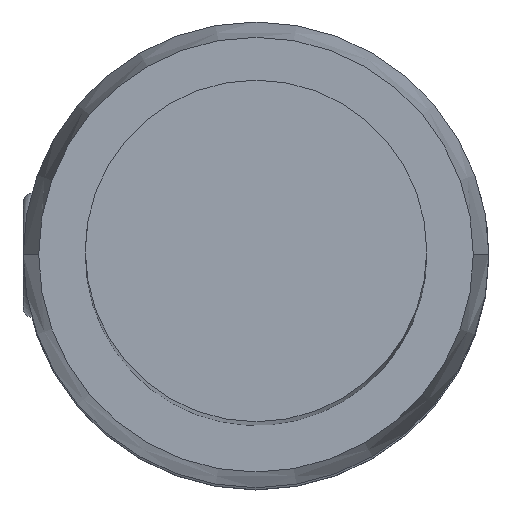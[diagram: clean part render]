
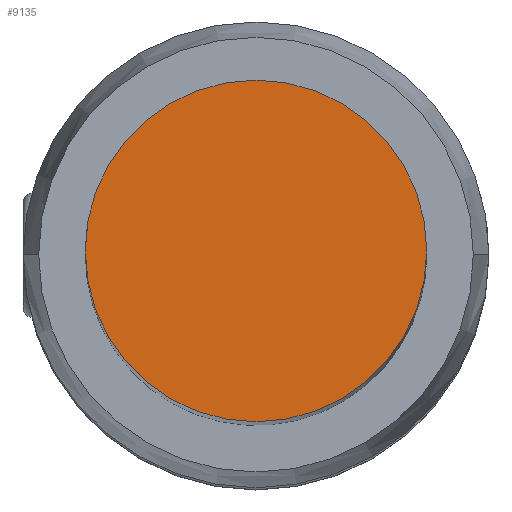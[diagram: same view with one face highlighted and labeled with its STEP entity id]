
A CAD part, top view. The second image highlights one B-rep face of the part: STEP entity #9135.
In plain terms, the highlighted planar face has unit normal (0, 0, 1).
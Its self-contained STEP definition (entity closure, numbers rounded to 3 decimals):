
#9074=AXIS2_PLACEMENT_3D('Circle Axis2P3D',#9072,#9073,$) ;
#9081=AXIS2_PLACEMENT_3D('Circle Axis2P3D',#9079,#9080,$) ;
#9106=AXIS2_PLACEMENT_3D('Circle Axis2P3D',#9104,#9105,$) ;
#9113=AXIS2_PLACEMENT_3D('Circle Axis2P3D',#9111,#9112,$) ;
#9127=AXIS2_PLACEMENT_3D('Plane Axis2P3D',#9124,#9125,#9126) ;
#9069=CARTESIAN_POINT('Vertex',(13.,7.5,124.02)) ;
#9072=CARTESIAN_POINT('Axis2P3D Location',(7.5,7.5,124.02)) ;
#9076=CARTESIAN_POINT('Vertex',(7.5,2.,124.02)) ;
#9079=CARTESIAN_POINT('Axis2P3D Location',(7.5,7.5,124.02)) ;
#9083=CARTESIAN_POINT('Vertex',(2.,7.5,124.02)) ;
#9104=CARTESIAN_POINT('Axis2P3D Location',(7.5,7.5,124.02)) ;
#9108=CARTESIAN_POINT('Vertex',(7.5,13.,124.02)) ;
#9111=CARTESIAN_POINT('Axis2P3D Location',(7.5,7.5,124.02)) ;
#9124=CARTESIAN_POINT('Axis2P3D Location',(7.5,7.5,124.02)) ;
#9073=DIRECTION('Axis2P3D Direction',(0.,0.,-1.)) ;
#9080=DIRECTION('Axis2P3D Direction',(0.,0.,-1.)) ;
#9105=DIRECTION('Axis2P3D Direction',(0.,0.,-1.)) ;
#9112=DIRECTION('Axis2P3D Direction',(0.,0.,-1.)) ;
#9125=DIRECTION('Axis2P3D Direction',(0.,0.,1.)) ;
#9126=DIRECTION('Axis2P3D XDirection',(-1.,0.,0.)) ;
#9130=ORIENTED_EDGE('',*,*,#9110,.T.) ;
#9131=ORIENTED_EDGE('',*,*,#9085,.T.) ;
#9132=ORIENTED_EDGE('',*,*,#9078,.T.) ;
#9133=ORIENTED_EDGE('',*,*,#9115,.T.) ;
#9135=ADVANCED_FACE('Hauptkoerper',(#9134),#9128,.T.) ;
#9075=CIRCLE('generated circle',#9074,5.5) ;
#9082=CIRCLE('generated circle',#9081,5.5) ;
#9107=CIRCLE('generated circle',#9106,5.5) ;
#9114=CIRCLE('generated circle',#9113,5.5) ;
#9078=EDGE_CURVE('',#9077,#9070,#9075,.F.) ;
#9085=EDGE_CURVE('',#9084,#9077,#9082,.F.) ;
#9110=EDGE_CURVE('',#9109,#9084,#9107,.F.) ;
#9115=EDGE_CURVE('',#9070,#9109,#9114,.F.) ;
#9129=EDGE_LOOP('',(#9130,#9131,#9132,#9133)) ;
#9134=FACE_OUTER_BOUND('',#9129,.T.) ;
#9128=PLANE('',#9127) ;
#9070=VERTEX_POINT('',#9069) ;
#9077=VERTEX_POINT('',#9076) ;
#9084=VERTEX_POINT('',#9083) ;
#9109=VERTEX_POINT('',#9108) ;
